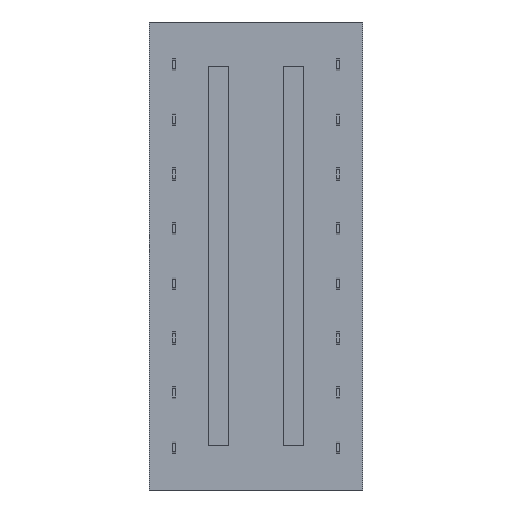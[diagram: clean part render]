
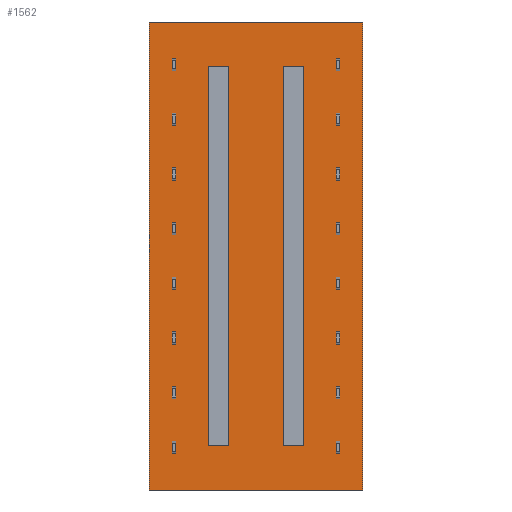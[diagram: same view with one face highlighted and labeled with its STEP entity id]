
A CAD part, front view. The second image highlights one B-rep face of the part: STEP entity #1562.
In plain terms, the highlighted planar face has unit normal (0, -1, 0).
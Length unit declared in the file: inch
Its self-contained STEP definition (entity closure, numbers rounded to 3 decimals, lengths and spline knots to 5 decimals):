
#115 = FACE_BOUND ( 'NONE', #2815, .T. ) ;
#457 = AXIS2_PLACEMENT_3D ( 'NONE', #2375, #14212, #13034 ) ;
#558 = DIRECTION ( 'NONE',  ( 0., 0., 1. ) ) ;
#812 = DIRECTION ( 'NONE',  ( -1., 0., 0. ) ) ;
#828 = CARTESIAN_POINT ( 'NONE',  ( -0.04941, -0.05413, 0.10079 ) ) ;
#1209 = VECTOR ( 'NONE', #14975, 39.37008 ) ;
#1262 = DIRECTION ( 'NONE',  ( 0., 0., -1. ) ) ;
#1285 = EDGE_CURVE ( 'NONE', #15040, #8337, #8420, .T. ) ;
#1428 = LINE ( 'NONE', #5301, #9894 ) ;
#1499 = DIRECTION ( 'NONE',  ( 1., 0., 0. ) ) ;
#1556 = CARTESIAN_POINT ( 'NONE',  ( 0.04941, -0.05413, 0.10079 ) ) ;
#1562 = ADVANCED_FACE ( 'NONE', ( #14503, #4945, #115 ), #14291, .F. ) ;
#1668 = VERTEX_POINT ( 'NONE', #11766 ) ;
#1799 = ORIENTED_EDGE ( 'NONE', *, *, #14558, .F. ) ;
#1866 = LINE ( 'NONE', #7993, #13339 ) ;
#1928 = VERTEX_POINT ( 'NONE', #13163 ) ;
#2375 = CARTESIAN_POINT ( 'NONE',  ( 0., -0.05413, 0.05413 ) ) ;
#2425 = EDGE_CURVE ( 'NONE', #6752, #15040, #4106, .T. ) ;
#2767 = LINE ( 'NONE', #1556, #11636 ) ;
#2815 = EDGE_LOOP ( 'NONE', ( #7153, #13942, #9774, #8818 ) ) ;
#2849 = EDGE_LOOP ( 'NONE', ( #11425, #1799, #4161, #14645 ) ) ;
#3501 = LINE ( 'NONE', #13528, #14388 ) ;
#4077 = VERTEX_POINT ( 'NONE', #11370 ) ;
#4106 = LINE ( 'NONE', #7793, #6731 ) ;
#4161 = ORIENTED_EDGE ( 'NONE', *, *, #5176, .T. ) ;
#4217 = VERTEX_POINT ( 'NONE', #8219 ) ;
#4603 = EDGE_CURVE ( 'NONE', #4217, #4077, #3501, .T. ) ;
#4918 = VECTOR ( 'NONE', #6574, 39.37008 ) ;
#4928 = EDGE_CURVE ( 'NONE', #1928, #4217, #2767, .T. ) ;
#4945 = FACE_OUTER_BOUND ( 'NONE', #2849, .T. ) ;
#5176 = EDGE_CURVE ( 'NONE', #9314, #10193, #14852, .T. ) ;
#5301 = CARTESIAN_POINT ( 'NONE',  ( 0.0872, -0.05413, 0.10079 ) ) ;
#5388 = CARTESIAN_POINT ( 'NONE',  ( 0.19488, -0.05413, 0.18209 ) ) ;
#5458 = VECTOR ( 'NONE', #12061, 39.37008 ) ;
#5486 = LINE ( 'NONE', #828, #15137 ) ;
#6109 = LINE ( 'NONE', #9563, #5458 ) ;
#6238 = DIRECTION ( 'NONE',  ( 0., 0., 1. ) ) ;
#6437 = DIRECTION ( 'NONE',  ( 0., 0., -1. ) ) ;
#6574 = DIRECTION ( 'NONE',  ( -1., 0., 0. ) ) ;
#6731 = VECTOR ( 'NONE', #8851, 39.37008 ) ;
#6752 = VERTEX_POINT ( 'NONE', #14642 ) ;
#6796 = LINE ( 'NONE', #11578, #12416 ) ;
#6809 = DIRECTION ( 'NONE',  ( 1., 0., 0. ) ) ;
#7153 = ORIENTED_EDGE ( 'NONE', *, *, #4603, .F. ) ;
#7605 = EDGE_CURVE ( 'NONE', #8337, #1668, #1866, .T. ) ;
#7610 = VERTEX_POINT ( 'NONE', #8379 ) ;
#7634 = ORIENTED_EDGE ( 'NONE', *, *, #1285, .F. ) ;
#7793 = CARTESIAN_POINT ( 'NONE',  ( -0.0872, -0.05413, 0.10079 ) ) ;
#7993 = CARTESIAN_POINT ( 'NONE',  ( -0.0872, -0.05413, -0.59252 ) ) ;
#8219 = CARTESIAN_POINT ( 'NONE',  ( 0.04941, -0.05413, -0.59252 ) ) ;
#8337 = VERTEX_POINT ( 'NONE', #10572 ) ;
#8338 = EDGE_CURVE ( 'NONE', #1668, #6752, #5486, .T. ) ;
#8379 = CARTESIAN_POINT ( 'NONE',  ( -0.19488, -0.05413, 0.18209 ) ) ;
#8420 = LINE ( 'NONE', #15406, #13757 ) ;
#8744 = CARTESIAN_POINT ( 'NONE',  ( -0.0872, -0.05413, 0.10079 ) ) ;
#8793 = EDGE_CURVE ( 'NONE', #4077, #12236, #1428, .T. ) ;
#8818 = ORIENTED_EDGE ( 'NONE', *, *, #8793, .F. ) ;
#8851 = DIRECTION ( 'NONE',  ( -1., 0., 0. ) ) ;
#8966 = CARTESIAN_POINT ( 'NONE',  ( 0.19488, -0.05413, -0.07382 ) ) ;
#9068 = DIRECTION ( 'NONE',  ( 0., 0., 1. ) ) ;
#9088 = EDGE_LOOP ( 'NONE', ( #9400, #10355, #7634, #13490 ) ) ;
#9314 = VERTEX_POINT ( 'NONE', #11437 ) ;
#9400 = ORIENTED_EDGE ( 'NONE', *, *, #8338, .F. ) ;
#9563 = CARTESIAN_POINT ( 'NONE',  ( 0.19488, -0.05413, -0.67382 ) ) ;
#9634 = EDGE_CURVE ( 'NONE', #12236, #1928, #6796, .T. ) ;
#9774 = ORIENTED_EDGE ( 'NONE', *, *, #9634, .F. ) ;
#9854 = CARTESIAN_POINT ( 'NONE',  ( 0.19488, -0.05413, 0.18209 ) ) ;
#9894 = VECTOR ( 'NONE', #6238, 39.37008 ) ;
#10025 = VERTEX_POINT ( 'NONE', #12229 ) ;
#10193 = VERTEX_POINT ( 'NONE', #9854 ) ;
#10355 = ORIENTED_EDGE ( 'NONE', *, *, #7605, .F. ) ;
#10572 = CARTESIAN_POINT ( 'NONE',  ( -0.0872, -0.05413, -0.59252 ) ) ;
#10891 = VECTOR ( 'NONE', #558, 39.37008 ) ;
#11370 = CARTESIAN_POINT ( 'NONE',  ( 0.0872, -0.05413, -0.59252 ) ) ;
#11425 = ORIENTED_EDGE ( 'NONE', *, *, #15348, .T. ) ;
#11437 = CARTESIAN_POINT ( 'NONE',  ( 0.19488, -0.05413, -0.67382 ) ) ;
#11446 = LINE ( 'NONE', #12559, #1209 ) ;
#11578 = CARTESIAN_POINT ( 'NONE',  ( 0.04941, -0.05413, 0.10079 ) ) ;
#11636 = VECTOR ( 'NONE', #6437, 39.37008 ) ;
#11766 = CARTESIAN_POINT ( 'NONE',  ( -0.04941, -0.05413, -0.59252 ) ) ;
#12024 = CARTESIAN_POINT ( 'NONE',  ( 0.0872, -0.05413, 0.10079 ) ) ;
#12061 = DIRECTION ( 'NONE',  ( -1., 0., 0. ) ) ;
#12229 = CARTESIAN_POINT ( 'NONE',  ( -0.19488, -0.05413, -0.67382 ) ) ;
#12236 = VERTEX_POINT ( 'NONE', #12024 ) ;
#12416 = VECTOR ( 'NONE', #812, 39.37008 ) ;
#12534 = LINE ( 'NONE', #5388, #4918 ) ;
#12559 = CARTESIAN_POINT ( 'NONE',  ( -0.19488, -0.05413, 0.18209 ) ) ;
#13021 = EDGE_CURVE ( 'NONE', #10193, #7610, #12534, .T. ) ;
#13034 = DIRECTION ( 'NONE',  ( 0., 0., -1. ) ) ;
#13163 = CARTESIAN_POINT ( 'NONE',  ( 0.04941, -0.05413, 0.10079 ) ) ;
#13339 = VECTOR ( 'NONE', #6809, 39.37008 ) ;
#13490 = ORIENTED_EDGE ( 'NONE', *, *, #2425, .F. ) ;
#13528 = CARTESIAN_POINT ( 'NONE',  ( 0.04941, -0.05413, -0.59252 ) ) ;
#13757 = VECTOR ( 'NONE', #1262, 39.37008 ) ;
#13942 = ORIENTED_EDGE ( 'NONE', *, *, #4928, .F. ) ;
#14212 = DIRECTION ( 'NONE',  ( 0., 1., 0. ) ) ;
#14291 = PLANE ( 'NONE',  #457 ) ;
#14388 = VECTOR ( 'NONE', #1499, 39.37008 ) ;
#14503 = FACE_BOUND ( 'NONE', #9088, .T. ) ;
#14558 = EDGE_CURVE ( 'NONE', #9314, #10025, #6109, .T. ) ;
#14642 = CARTESIAN_POINT ( 'NONE',  ( -0.04941, -0.05413, 0.10079 ) ) ;
#14645 = ORIENTED_EDGE ( 'NONE', *, *, #13021, .T. ) ;
#14852 = LINE ( 'NONE', #8966, #10891 ) ;
#14975 = DIRECTION ( 'NONE',  ( 0., 0., -1. ) ) ;
#15040 = VERTEX_POINT ( 'NONE', #8744 ) ;
#15137 = VECTOR ( 'NONE', #9068, 39.37008 ) ;
#15348 = EDGE_CURVE ( 'NONE', #7610, #10025, #11446, .T. ) ;
#15406 = CARTESIAN_POINT ( 'NONE',  ( -0.0872, -0.05413, 0.10079 ) ) ;
